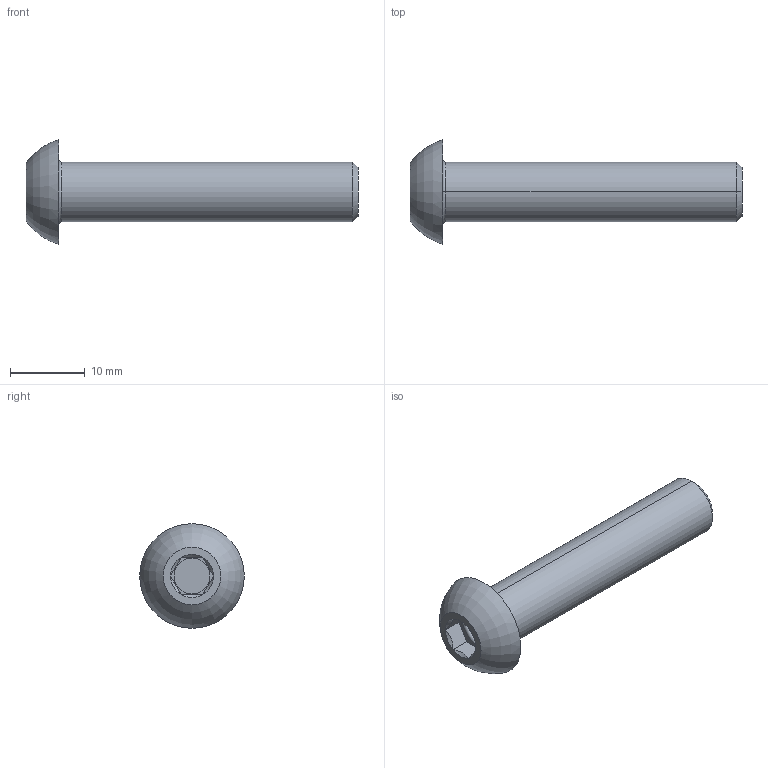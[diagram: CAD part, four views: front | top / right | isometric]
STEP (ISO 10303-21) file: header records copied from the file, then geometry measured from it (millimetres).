
FILE_DESCRIPTION(('HOOPS Exchange Step'),'2;1');
FILE_NAME('export-548A0324-9115-4891-AE8F-BAFCD3DE98B8.stp','2022-08-31T18:20:51+02:00',('Engineering'),('Alibre'),'HOOPS Exchange 2021.0','Alibre','Unknown authorisation');
FILE_SCHEMA( ('AP242_MANAGED_MODEL_BASED_3D_ENGINEERING_MIM_LF {1 0 10303 442 1 1 4 }') );
Length unit declared in the file: millimetre
Products named in the file (1): 1340 M8x40 Bolt ISO-7380-1 - 10.9
Bounding box: 44.4 x 14 x 14 mm (x, y, z)
Surface area: 1411 mm2 (no closed solid volume)
Topology: 0 solids, 20 shells, 23 faces, 77 edges, 70 vertices
Faces by surface type: plane 10, cone 8, torus 3, cylinder 2
Entity records: 919 total; most frequent: CARTESIAN_POINT 196, DIRECTION 152, ORIENTED_EDGE 84, EDGE_CURVE 77, VERTEX_POINT 70, AXIS2_PLACEMENT_3D 62, CIRCLE 37, VECTOR 28
